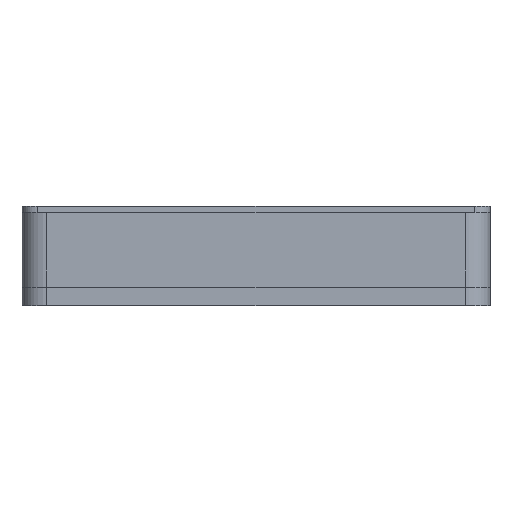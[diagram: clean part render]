
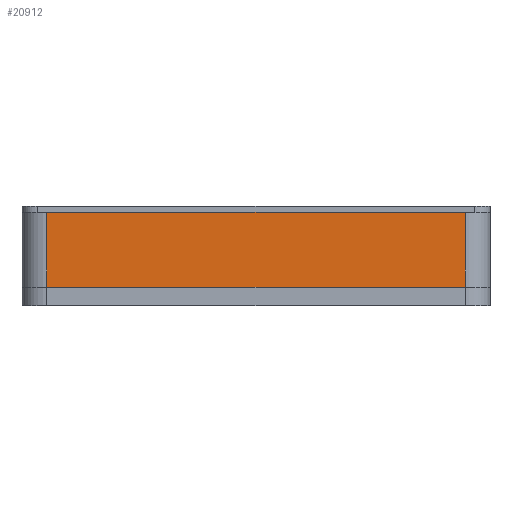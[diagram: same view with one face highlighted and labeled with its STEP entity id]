
A CAD part, left-side view. The second image highlights one B-rep face of the part: STEP entity #20912.
In plain terms, the highlighted planar face has unit normal (-1, 0, 0).
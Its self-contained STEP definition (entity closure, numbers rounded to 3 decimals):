
#1023=PLANE('',#21966);
#1901=FACE_OUTER_BOUND('',#2978,.T.);
#2978=EDGE_LOOP('',(#18978,#18979,#18980,#18981));
#3126=LINE('',#27206,#5861);
#5710=LINE('',#32326,#8445);
#5711=LINE('',#32329,#8446);
#5712=LINE('',#32330,#8447);
#5861=VECTOR('',#22247,10.);
#8445=VECTOR('',#26735,10.);
#8446=VECTOR('',#26738,10.);
#8447=VECTOR('',#26739,10.);
#8819=VERTEX_POINT('',#27203);
#8820=VERTEX_POINT('',#27205);
#10404=VERTEX_POINT('',#32324);
#10405=VERTEX_POINT('',#32328);
#10588=EDGE_CURVE('',#8819,#8820,#3126,.T.);
#13275=EDGE_CURVE('',#10404,#8819,#5710,.T.);
#13276=EDGE_CURVE('',#10404,#10405,#5711,.T.);
#13277=EDGE_CURVE('',#8820,#10405,#5712,.T.);
#18978=ORIENTED_EDGE('',*,*,#10588,.F.);
#18979=ORIENTED_EDGE('',*,*,#13275,.F.);
#18980=ORIENTED_EDGE('',*,*,#13276,.T.);
#18981=ORIENTED_EDGE('',*,*,#13277,.F.);
#20912=ADVANCED_FACE('',(#1901),#1023,.T.);
#21966=AXIS2_PLACEMENT_3D('',#32327,#26736,#26737);
#22247=DIRECTION('',(0.,-1.,0.));
#26735=DIRECTION('',(0.,0.,1.));
#26736=DIRECTION('center_axis',(-1.,0.,0.));
#26737=DIRECTION('ref_axis',(0.,-1.,0.));
#26738=DIRECTION('',(0.,-1.,0.));
#26739=DIRECTION('',(0.,0.,-1.));
#27203=CARTESIAN_POINT('',(-64.658,71.438,17.514));
#27205=CARTESIAN_POINT('',(-64.658,-62.562,17.514));
#27206=CARTESIAN_POINT('',(-64.658,79.438,17.514));
#32324=CARTESIAN_POINT('',(-64.658,71.438,-6.486));
#32326=CARTESIAN_POINT('',(-64.658,71.438,-12.486));
#32327=CARTESIAN_POINT('Origin',(-64.658,79.438,-12.486));
#32328=CARTESIAN_POINT('',(-64.658,-62.562,-6.486));
#32329=CARTESIAN_POINT('',(-64.658,41.938,-6.486));
#32330=CARTESIAN_POINT('',(-64.658,-62.562,-12.486));
